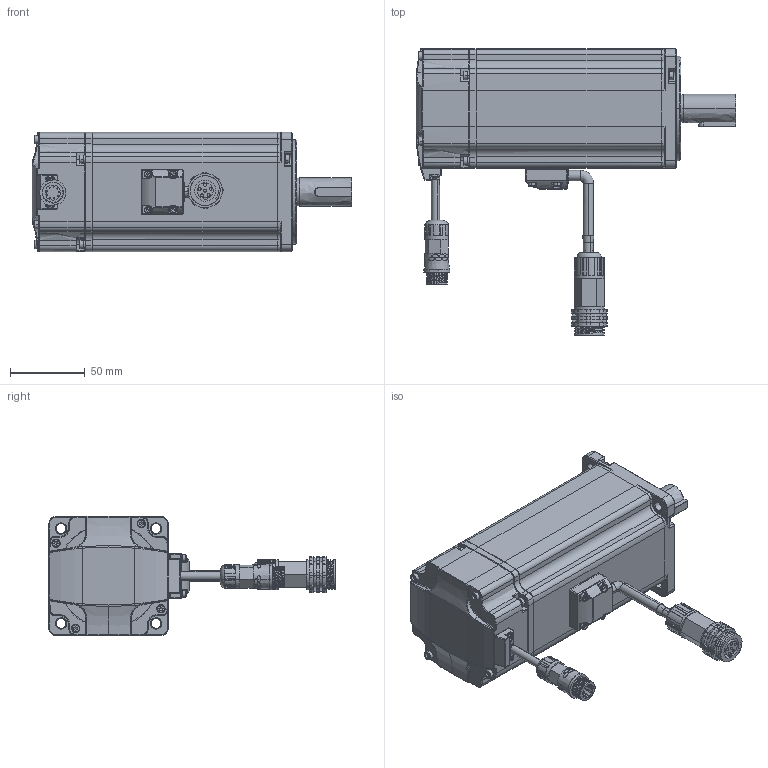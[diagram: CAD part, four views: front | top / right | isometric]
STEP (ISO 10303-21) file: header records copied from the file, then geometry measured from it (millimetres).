
FILE_DESCRIPTION (( 'STEP AP203' ), '1' );
FILE_NAME ('MXL-10A0830FA242.STEP', '2022-08-04T05:41:17', ( '' ), ( '' ), 'SwSTEP 2.0', 'SolidWorks 2018', '' );
FILE_SCHEMA (( 'CONFIG_CONTROL_DESIGN' ));
Products named in the file (1): MXL-10A0830FA242
Bounding box: 214.5 x 191.99 x 80 mm (x, y, z)
Volume: 542643.9 mm3; surface area: 172735 mm2
Topology: 66 solids, 66 shells, 2357 faces, 5593 edges, 3390 vertices
Faces by surface type: bspline 1893, plane 291, cylinder 167, torus 4, cone 2
Entity records: 104552 total; most frequent: CARTESIAN_POINT 67857, ORIENTED_EDGE 11028, EDGE_CURVE 5514, VERTEX_POINT 3390, B_SPLINE_CURVE_WITH_KNOTS 3213, EDGE_LOOP 2572, ADVANCED_FACE 2357, FACE_OUTER_BOUND 2357
